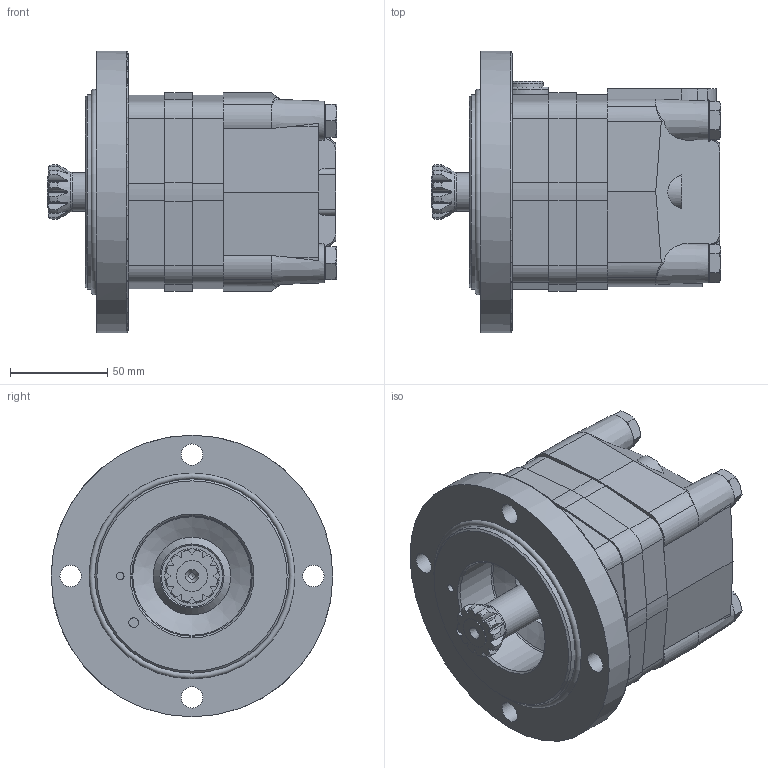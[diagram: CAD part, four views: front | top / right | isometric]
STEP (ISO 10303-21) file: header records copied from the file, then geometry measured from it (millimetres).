
FILE_DESCRIPTION(/* description */ ('STEP AP214'),/* implementation_level */ '2;1');
FILE_NAME(/* name */ 'MSS80P_4',/* time_stamp */ '2023-02-02T13:22:11+01:00',/* author */ ('License CC BY-ND 4.0'),/* organization */ ('CADENAS'),/* preprocessor_version */ 'ST-DEVELOPER v18.102',/* originating_system */ 'PARTsolutions',/* authorisation */ ' ');
FILE_SCHEMA (('AUTOMOTIVE_DESIGN {1 0 10303 214 3 1 1}'));
Length unit declared in the file: millimetre
Products named in the file (6): MSS80P/4; Hexagon bolt DIN 931-1 M10x1050; MS-P; MS-VP; MS080S-D; MSS-MF
Assembly tree (8 placements, depth 2):
  MSS80P/4
    Hexagon bolt DIN 931-1 M10x1050  x4
    MS-P
    MS-VP
    MS080S-D
    MSS-MF
Bounding box: 148.93 x 145 x 145 mm (x, y, z)
Volume: 1172049.3 mm3; surface area: 182388.4 mm2
Topology: 8 solids, 8 shells, 401 faces, 1014 edges, 660 vertices
Faces by surface type: cylinder 151, plane 141, cone 80, torus 29
Full cylindrical faces by diameter (mm): 2.2 x4, 3.15 x1, 4 x1, 5 x1, 8.376 x6, 10 x4, 10.1 x6, 10.5 x8, 10.7 x4, 11 x4, 16 x6, 16.9 x1, 18 x1, 18.631 x2, 20 x1, 21 x1, 28 x1, 40 x1, 62 x1, 100 x1, 145 x1
Entity records: 10461 total; most frequent: CARTESIAN_POINT 2241, DIRECTION 1686, ORIENTED_EDGE 1570, EDGE_CURVE 785, AXIS2_PLACEMENT_3D 704, VERTEX_POINT 573, FACE_BOUND 496, EDGE_LOOP 487
